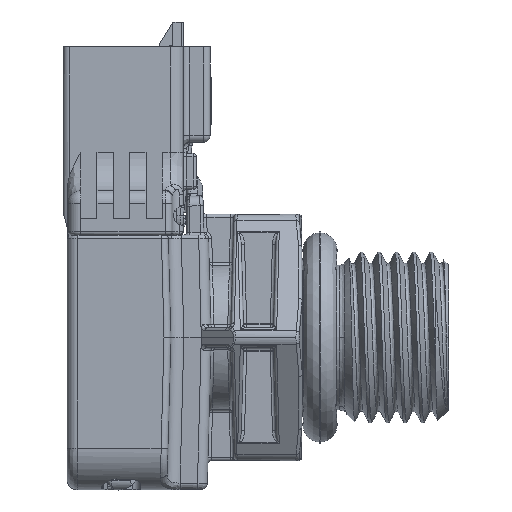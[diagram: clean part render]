
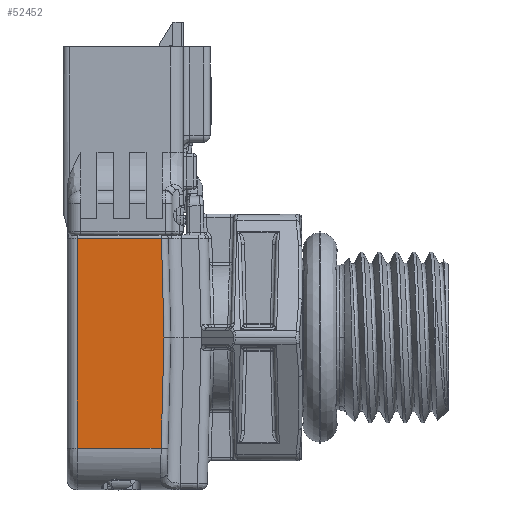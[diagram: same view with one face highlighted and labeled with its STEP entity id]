
A CAD part, left-side view. The second image highlights one B-rep face of the part: STEP entity #52452.
In plain terms, the highlighted planar face has unit normal (-0.999, 0.035, 0).
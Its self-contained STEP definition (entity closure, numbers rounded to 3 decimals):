
#3019 = LINE ( 'NONE', #3862, #16849 ) ;
#3862 = CARTESIAN_POINT ( 'NONE',  ( -10.327, -8.068, 0.5 ) ) ;
#3979 = VERTEX_POINT ( 'NONE', #40528 ) ;
#4373 = CARTESIAN_POINT ( 'NONE',  ( -10.095, -1.422, 8.081 ) ) ;
#8018 = EDGE_CURVE ( 'NONE', #45579, #44507, #14148, .T. ) ;
#8686 = CARTESIAN_POINT ( 'NONE',  ( -10.095, -1.422, -7.97 ) ) ;
#11650 = CARTESIAN_POINT ( 'NONE',  ( -10.32, -7.846, -7.97 ) ) ;
#12189 = LINE ( 'NONE', #33911, #50400 ) ;
#13347 = DIRECTION ( 'NONE',  ( -0.035, -0.999, 0. ) ) ;
#13456 = ORIENTED_EDGE ( 'NONE', *, *, #55554, .T. ) ;
#14148 = LINE ( 'NONE', #4373, #49505 ) ;
#14315 = DIRECTION ( 'NONE',  ( 0., 0., 1. ) ) ;
#15131 = LINE ( 'NONE', #23561, #51894 ) ;
#16316 = LINE ( 'NONE', #49427, #42302 ) ;
#16743 = VERTEX_POINT ( 'NONE', #11650 ) ;
#16849 = VECTOR ( 'NONE', #31021, 1000. ) ;
#20382 = CARTESIAN_POINT ( 'NONE',  ( -10.095, -1.422, 8.081 ) ) ;
#20607 = CARTESIAN_POINT ( 'NONE',  ( -10.32, -7.869, 8.081 ) ) ;
#20738 = AXIS2_PLACEMENT_3D ( 'NONE', #8686, #40982, #13347 ) ;
#23561 = CARTESIAN_POINT ( 'NONE',  ( -10.095, -1.422, -7.97 ) ) ;
#29608 = ORIENTED_EDGE ( 'NONE', *, *, #35839, .T. ) ;
#31021 = DIRECTION ( 'NONE',  ( 0.001, 0.026, 1. ) ) ;
#31154 = ORIENTED_EDGE ( 'NONE', *, *, #47313, .F. ) ;
#32034 = EDGE_CURVE ( 'NONE', #16743, #56293, #12189, .T. ) ;
#32085 = DIRECTION ( 'NONE',  ( 0.035, 0.999, 0. ) ) ;
#32747 = EDGE_LOOP ( 'NONE', ( #48268, #31154, #29608, #43244, #13456 ) ) ;
#33911 = CARTESIAN_POINT ( 'NONE',  ( -10.32, -7.846, -7.97 ) ) ;
#35533 = DIRECTION ( 'NONE',  ( -0.035, -0.999, 0. ) ) ;
#35549 = PLANE ( 'NONE',  #20738 ) ;
#35839 = EDGE_CURVE ( 'NONE', #3979, #16743, #16316, .T. ) ;
#38511 = DIRECTION ( 'NONE',  ( -0.001, -0.026, 1. ) ) ;
#40528 = CARTESIAN_POINT ( 'NONE',  ( -10.095, -1.422, -7.97 ) ) ;
#40982 = DIRECTION ( 'NONE',  ( -0.999, 0.035, 0. ) ) ;
#41459 = FACE_OUTER_BOUND ( 'NONE', #32747, .T. ) ;
#42302 = VECTOR ( 'NONE', #35533, 1000. ) ;
#43244 = ORIENTED_EDGE ( 'NONE', *, *, #32034, .T. ) ;
#44507 = VERTEX_POINT ( 'NONE', #20382 ) ;
#45022 = CARTESIAN_POINT ( 'NONE',  ( -10.327, -8.068, 0.5 ) ) ;
#45579 = VERTEX_POINT ( 'NONE', #20607 ) ;
#47313 = EDGE_CURVE ( 'NONE', #3979, #44507, #15131, .T. ) ;
#48268 = ORIENTED_EDGE ( 'NONE', *, *, #8018, .T. ) ;
#49427 = CARTESIAN_POINT ( 'NONE',  ( -10.095, -1.422, -7.97 ) ) ;
#49505 = VECTOR ( 'NONE', #32085, 1000. ) ;
#50400 = VECTOR ( 'NONE', #38511, 1000. ) ;
#51894 = VECTOR ( 'NONE', #14315, 1000. ) ;
#52452 = ADVANCED_FACE ( 'NONE', ( #41459 ), #35549, .T. ) ;
#55554 = EDGE_CURVE ( 'NONE', #56293, #45579, #3019, .T. ) ;
#56293 = VERTEX_POINT ( 'NONE', #45022 ) ;
